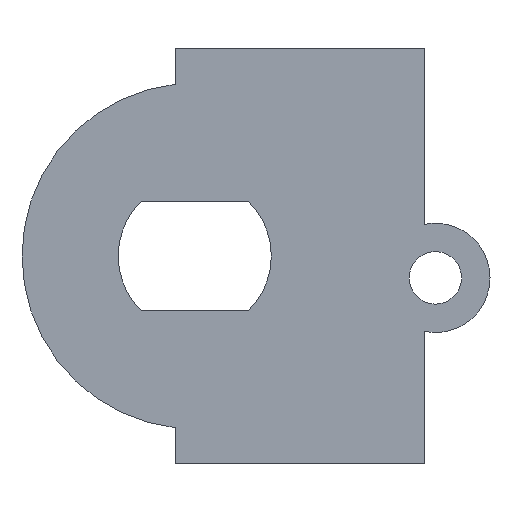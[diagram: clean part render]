
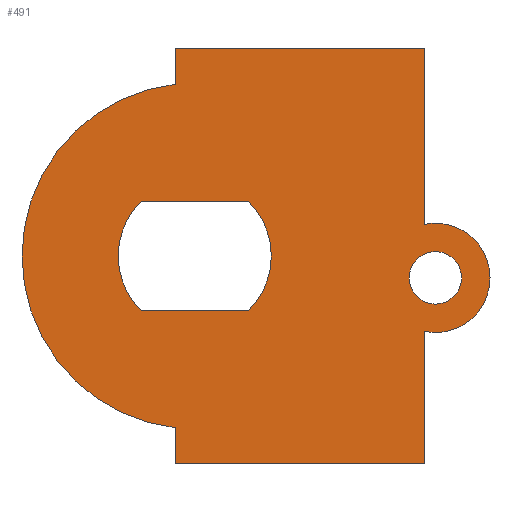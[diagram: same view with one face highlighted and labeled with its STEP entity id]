
A CAD part, top view. The second image highlights one B-rep face of the part: STEP entity #491.
In plain terms, the highlighted planar face has unit normal (0, 0, 1).
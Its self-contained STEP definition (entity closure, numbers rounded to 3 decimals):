
#1=CARTESIAN_POINT('POINT1',(3.5,0.,0.01));
#2=VERTEX_POINT('VERTEX1',#1);
#11=CARTESIAN_POINT('POINT3',(2.449,2.5,0.01));
#12=VERTEX_POINT('VERTEX3',#11);
#13=CARTESIAN_POINT('POS2',(0.,0.,0.01));
#14=DIRECTION('DIR2',(0.,0.,-1.));
#15=DIRECTION('DIR3',(0.7,0.714,
   0.));
#16=AXIS2_PLACEMENT_3D('AXIS1',#13,#14,#15);
#17=CIRCLE('ELLIPSE1',#16,3.5);
#18=EDGE_CURVE('EDGE2',#12,#2,#17,.T.);
#48=CARTESIAN_POINT('POINT6',(2.449,-2.5,0.01))
   ;
#49=VERTEX_POINT('VERTEX6',#48);
#56=EDGE_CURVE('EDGE7',#2,#49,#17,.T.);
#61=CARTESIAN_POINT('POINT7',(-7.9,0.,0.01))
   ;
#62=VERTEX_POINT('VERTEX7',#61);
#71=CARTESIAN_POINT('POINT9',(-0.9,7.849,0.01))
   ;
#72=VERTEX_POINT('VERTEX9',#71);
#73=CARTESIAN_POINT('POS8',(0.,
   0.,0.01));
#74=DIRECTION('DIR11',(0.,0.,1.));
#75=DIRECTION('DIR12',(-0.114,0.993,
   0.));
#76=AXIS2_PLACEMENT_3D('AXIS4',#73,#74,#75);
#77=CIRCLE('ELLIPSE3',#76,7.9);
#78=EDGE_CURVE('EDGE9',#72,#62,#77,.T.);
#108=CARTESIAN_POINT('POINT12',(-0.9,-7.849,
   0.01));
#109=VERTEX_POINT('VERTEX12',#108);
#116=EDGE_CURVE('EDGE14',#62,#109,#77,.T.);
#123=CARTESIAN_POINT('POINT14',(-0.9,-9.5,0.01));
#124=VERTEX_POINT('VERTEX14',#123);
#131=CARTESIAN_POINT('POS14',(-0.9,-7.849,0.01)
   );
#132=DIRECTION('DIR20',(0.,-1.,0.));
#133=VECTOR('VEC8',#132,1.);
#134=LINE('STRAIGHT8',#131,#133);
#135=EDGE_CURVE('EDGE16',#109,#124,#134,.T.);
#154=CARTESIAN_POINT('POINT16',(10.5,-9.5,0.01));
#155=VERTEX_POINT('VERTEX16',#154);
#162=CARTESIAN_POINT('POS18',(-0.9,-9.5,0.01));
#163=DIRECTION('DIR25',(1.,0.,0.));
#164=VECTOR('VEC11',#163,1.);
#165=LINE('STRAIGHT11',#162,#164);
#166=EDGE_CURVE('EDGE19',#124,#155,#165,.T.);
#185=CARTESIAN_POINT('POINT18',(10.5,-3.449,
   0.01));
#186=VERTEX_POINT('VERTEX18',#185);
#193=CARTESIAN_POINT('POS22',(10.5,-9.5,0.01));
#194=DIRECTION('DIR30',(0.,1.,0.));
#195=VECTOR('VEC14',#194,1.);
#196=LINE('STRAIGHT14',#193,#195);
#197=EDGE_CURVE('EDGE22',#155,#186,#196,.T.);
#216=CARTESIAN_POINT('POINT20',(13.5,-1.,0.01));
#217=VERTEX_POINT('VERTEX20',#216);
#224=CARTESIAN_POINT('POS26',(11.,-1.,0.01));
#225=DIRECTION('DIR35',(0.,0.,1.));
#226=DIRECTION('DIR36',(-0.2,-0.98,0.));
#227=AXIS2_PLACEMENT_3D('AXIS10',#224,#225,#226);
#228=CIRCLE('ELLIPSE5',#227,2.5);
#229=EDGE_CURVE('EDGE25',#186,#217,#228,.T.);
#252=CARTESIAN_POINT('POINT22',(10.5,1.449,0.01
   ));
#253=VERTEX_POINT('VERTEX22',#252);
#260=EDGE_CURVE('EDGE29',#217,#253,#228,.T.);
#267=CARTESIAN_POINT('POINT24',(10.5,9.5,0.01));
#268=VERTEX_POINT('VERTEX24',#267);
#275=CARTESIAN_POINT('POS31',(10.5,1.449,0.01))
   ;
#276=DIRECTION('DIR43',(0.,1.,0.));
#277=VECTOR('VEC19',#276,1.);
#278=LINE('STRAIGHT19',#275,#277);
#279=EDGE_CURVE('EDGE31',#253,#268,#278,.T.);
#298=CARTESIAN_POINT('POINT26',(-0.9,9.5,0.01));
#299=VERTEX_POINT('VERTEX26',#298);
#306=CARTESIAN_POINT('POS35',(10.5,9.5,0.01));
#307=DIRECTION('DIR48',(-1.,0.,0.));
#308=VECTOR('VEC22',#307,1.);
#309=LINE('STRAIGHT22',#306,#308);
#310=EDGE_CURVE('EDGE34',#268,#299,#309,.T.);
#328=CARTESIAN_POINT('POS38',(-0.9,9.5,0.01));
#329=DIRECTION('DIR52',(0.,-1.,0.));
#330=VECTOR('VEC24',#329,1.);
#331=LINE('STRAIGHT24',#328,#330);
#332=EDGE_CURVE('EDGE36',#299,#72,#331,.T.);
#351=CARTESIAN_POINT('POINT28',(9.8,-1.,0.01));
#352=VERTEX_POINT('VERTEX28',#351);
#359=CARTESIAN_POINT('POINT29',(12.2,-1.,0.01));
#360=VERTEX_POINT('VERTEX29',#359);
#361=CARTESIAN_POINT('POS42',(11.,-1.,0.01))
   ;
#362=DIRECTION('DIR57',(0.,0.,-1.));
#363=DIRECTION('DIR58',(1.,0.,0.));
#364=AXIS2_PLACEMENT_3D('AXIS16',#361,#362,#363);
#365=CIRCLE('ELLIPSE7',#364,1.2);
#366=EDGE_CURVE('EDGE39',#360,#352,#365,.T.);
#392=CARTESIAN_POINT('POS46',(11.,-1.,0.01));
#393=DIRECTION('DIR64',(0.,0.,-1.));
#394=DIRECTION('DIR65',(-1.,0.,0.));
#395=AXIS2_PLACEMENT_3D('AXIS19',#392,#393,#394);
#396=CIRCLE('ELLIPSE9',#395,1.2);
#397=EDGE_CURVE('EDGE42',#352,#360,#396,.T.);
#417=CARTESIAN_POINT('POINT32',(-2.449,-2.5,
   0.01));
#418=VERTEX_POINT('VERTEX32',#417);
#425=CARTESIAN_POINT('POS50',(2.449,-2.5,0.01))
   ;
#426=DIRECTION('DIR71',(-1.,0.,0.));
#427=VECTOR('VEC29',#426,1.);
#428=LINE('STRAIGHT29',#425,#427);
#429=EDGE_CURVE('EDGE45',#49,#418,#428,.T.);
#446=ORIENTED_EDGE('COEDGE61',*,*,#397,.T.);
#447=ORIENTED_EDGE('COEDGE62',*,*,#366,.T.);
#448=EDGE_LOOP('NONE',(#446,#447));
#449=FACE_BOUND('LOOP1',#448,.T.);
#450=ORIENTED_EDGE('COEDGE63',*,*,#135,.T.);
#451=ORIENTED_EDGE('COEDGE64',*,*,#166,.T.);
#452=ORIENTED_EDGE('COEDGE65',*,*,#197,.T.);
#453=ORIENTED_EDGE('COEDGE66',*,*,#229,.T.);
#454=ORIENTED_EDGE('COEDGE67',*,*,#260,.T.);
#455=ORIENTED_EDGE('COEDGE68',*,*,#279,.T.);
#456=ORIENTED_EDGE('COEDGE69',*,*,#310,.T.);
#457=ORIENTED_EDGE('COEDGE70',*,*,#332,.T.);
#458=ORIENTED_EDGE('COEDGE71',*,*,#78,.T.);
#459=ORIENTED_EDGE('COEDGE72',*,*,#116,.T.);
#460=EDGE_LOOP('NONE',(#450,#451,#452,#453,#454,#455,#456,#457,#458,#459
   ));
#461=FACE_BOUND('LOOP1',#460,.T.);
#462=ORIENTED_EDGE('COEDGE73',*,*,#18,.T.);
#463=ORIENTED_EDGE('COEDGE74',*,*,#56,.T.);
#464=ORIENTED_EDGE('COEDGE75',*,*,#429,.T.);
#465=CARTESIAN_POINT('POINT33',(-3.5,0.,0.01
   ));
#466=VERTEX_POINT('VERTEX33',#465);
#467=CARTESIAN_POINT('POS53',(0.,
   0.,0.01));
#468=DIRECTION('DIR75',(0.,0.,-1.));
#469=DIRECTION('DIR76',(-0.7,-0.714,
   0.));
#470=AXIS2_PLACEMENT_3D('AXIS23',#467,#468,#469);
#471=CIRCLE('ELLIPSE11',#470,3.5);
#472=EDGE_CURVE('EDGE47',#418,#466,#471,.T.);
#473=ORIENTED_EDGE('COEDGE76',*,*,#472,.T.);
#474=CARTESIAN_POINT('POINT34',(-2.449,2.5,0.01
   ));
#475=VERTEX_POINT('VERTEX34',#474);
#476=EDGE_CURVE('EDGE48',#466,#475,#471,.T.);
#477=ORIENTED_EDGE('COEDGE77',*,*,#476,.T.);
#478=CARTESIAN_POINT('POS54',(-2.449,2.5,0.01))
   ;
#479=DIRECTION('DIR77',(1.,0.,0.));
#480=VECTOR('VEC31',#479,1.);
#481=LINE('STRAIGHT31',#478,#480);
#482=EDGE_CURVE('EDGE49',#475,#12,#481,.T.);
#483=ORIENTED_EDGE('COEDGE78',*,*,#482,.T.);
#484=EDGE_LOOP('NONE',(#462,#463,#464,#473,#477,#483));
#485=FACE_BOUND('LOOP1',#484,.T.);
#486=CARTESIAN_POINT('POS55',(0.,0.,0.01));
#487=DIRECTION('DIR78',(0.,0.,1.));
#488=DIRECTION('DIR79',(1.,0.,0.));
#489=AXIS2_PLACEMENT_3D('AXIS24',#486,#487,#488);
#490=PLANE('PLANE8',#489);
#491=ADVANCED_FACE('FACE16',(#449,#461,#485),#490,.T.);
